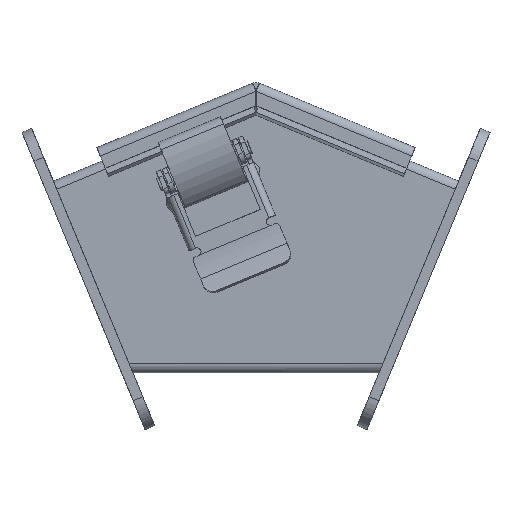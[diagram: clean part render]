
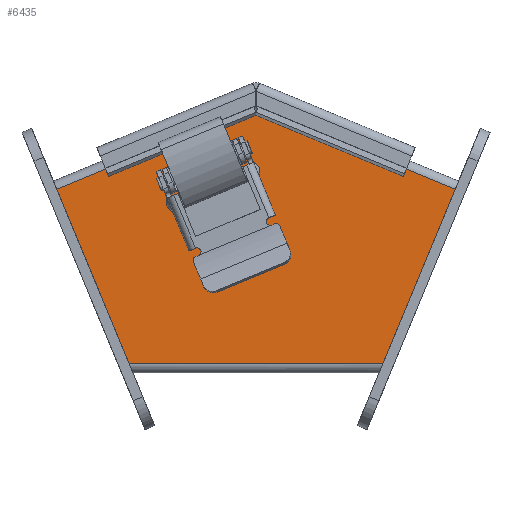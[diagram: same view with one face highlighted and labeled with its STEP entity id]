
A CAD part, front view. The second image highlights one B-rep face of the part: STEP entity #6435.
In plain terms, the highlighted planar face has unit normal (0, -1, 0).
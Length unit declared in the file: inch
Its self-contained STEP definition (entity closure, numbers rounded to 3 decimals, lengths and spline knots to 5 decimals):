
#475 = DIRECTION ( 'NONE',  ( 0., -1., 0. ) ) ;
#554 = VERTEX_POINT ( 'NONE', #8504 ) ;
#610 = FACE_OUTER_BOUND ( 'NONE', #7689, .T. ) ;
#655 = VECTOR ( 'NONE', #4831, 39.37008 ) ;
#664 = DIRECTION ( 'NONE',  ( -0.383, 0., 0.924 ) ) ;
#949 = VECTOR ( 'NONE', #2135, 39.37008 ) ;
#1123 = VERTEX_POINT ( 'NONE', #1653 ) ;
#1170 = CARTESIAN_POINT ( 'NONE',  ( -2.5, -1.25, 3.5 ) ) ;
#1174 = LINE ( 'NONE', #1999, #655 ) ;
#1396 = CARTESIAN_POINT ( 'NONE',  ( 2.39938, -1.25, 2.20992 ) ) ;
#1496 = VECTOR ( 'NONE', #2407, 39.37008 ) ;
#1532 = CARTESIAN_POINT ( 'NONE',  ( 2.39938, -1.25, 2.20992 ) ) ;
#1540 = EDGE_CURVE ( 'NONE', #1123, #554, #1899, .T. ) ;
#1604 = VECTOR ( 'NONE', #664, 39.37008 ) ;
#1653 = CARTESIAN_POINT ( 'NONE',  ( 1.52874, -1.25, 0.108 ) ) ;
#1899 = LINE ( 'NONE', #7505, #1496 ) ;
#1994 = DIRECTION ( 'NONE',  ( 0., 0., -1. ) ) ;
#1999 = CARTESIAN_POINT ( 'NONE',  ( 1.484, -1.25, 0. ) ) ;
#2095 = CARTESIAN_POINT ( 'NONE',  ( -1.484, -1.25, 0. ) ) ;
#2123 = EDGE_CURVE ( 'NONE', #7588, #8123, #5612, .T. ) ;
#2129 = EDGE_CURVE ( 'NONE', #3493, #8123, #6441, .T. ) ;
#2135 = DIRECTION ( 'NONE',  ( -0.924, 0., 0.383 ) ) ;
#2182 = CARTESIAN_POINT ( 'NONE',  ( -2.39938, -1.25, 2.20992 ) ) ;
#2407 = DIRECTION ( 'NONE',  ( -1., 0., 0. ) ) ;
#2696 = PLANE ( 'NONE',  #9093 ) ;
#3169 = VECTOR ( 'NONE', #4268, 39.37008 ) ;
#3493 = VERTEX_POINT ( 'NONE', #1532 ) ;
#3530 = CARTESIAN_POINT ( 'NONE',  ( 0., -1.25, 3.20378 ) ) ;
#4268 = DIRECTION ( 'NONE',  ( 0.924, 0., 0.383 ) ) ;
#4831 = DIRECTION ( 'NONE',  ( -0.383, 0., -0.924 ) ) ;
#5176 = CARTESIAN_POINT ( 'NONE',  ( 0., -1.25, 3.20378 ) ) ;
#5402 = ORIENTED_EDGE ( 'NONE', *, *, #2129, .T. ) ;
#5491 = ORIENTED_EDGE ( 'NONE', *, *, #8738, .F. ) ;
#5572 = LINE ( 'NONE', #2095, #1604 ) ;
#5612 = LINE ( 'NONE', #3530, #3169 ) ;
#6435 = ADVANCED_FACE ( 'NONE', ( #610 ), #2696, .T. ) ;
#6441 = LINE ( 'NONE', #1396, #949 ) ;
#6771 = ORIENTED_EDGE ( 'NONE', *, *, #1540, .F. ) ;
#7327 = ORIENTED_EDGE ( 'NONE', *, *, #7513, .F. ) ;
#7505 = CARTESIAN_POINT ( 'NONE',  ( -2.5, -1.25, 0.108 ) ) ;
#7513 = EDGE_CURVE ( 'NONE', #3493, #1123, #1174, .T. ) ;
#7588 = VERTEX_POINT ( 'NONE', #2182 ) ;
#7689 = EDGE_LOOP ( 'NONE', ( #7327, #5402, #8373, #5491, #6771 ) ) ;
#8123 = VERTEX_POINT ( 'NONE', #5176 ) ;
#8373 = ORIENTED_EDGE ( 'NONE', *, *, #2123, .F. ) ;
#8504 = CARTESIAN_POINT ( 'NONE',  ( -1.52874, -1.25, 0.108 ) ) ;
#8738 = EDGE_CURVE ( 'NONE', #554, #7588, #5572, .T. ) ;
#9093 = AXIS2_PLACEMENT_3D ( 'NONE', #1170, #475, #1994 ) ;
